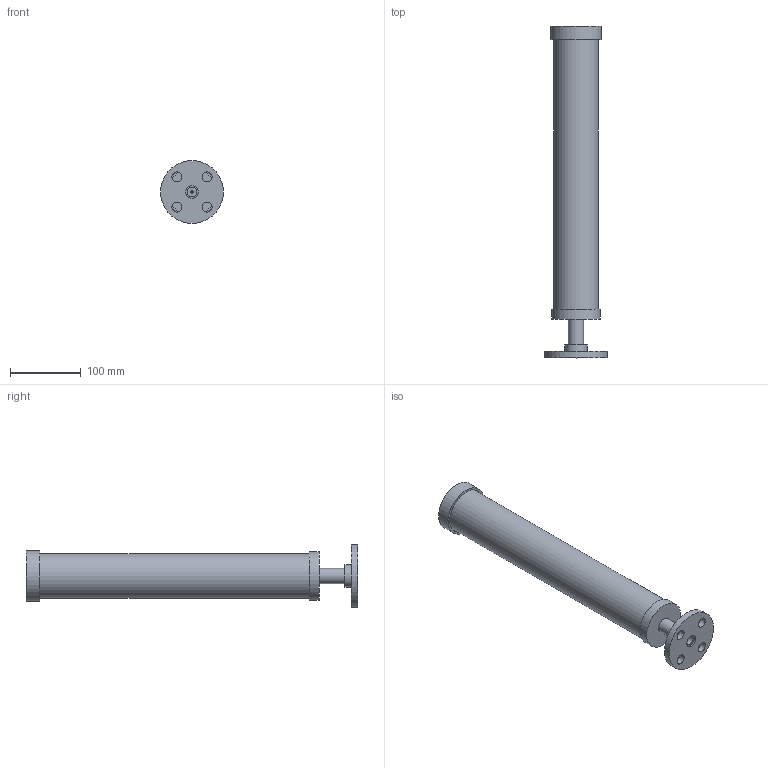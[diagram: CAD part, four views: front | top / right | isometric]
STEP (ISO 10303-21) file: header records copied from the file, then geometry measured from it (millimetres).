
FILE_DESCRIPTION((''),'2;1');
FILE_NAME('AC#3-1000-F_R2.iam.stp','2016-10-13T14:12:52',(''),(''),'Autodesk Inventor 2009','Autodesk Inventor 2009','');
FILE_SCHEMA(('AUTOMOTIVE_DESIGN { 1 0 10303 214 1 1 1 1 }'));
Length unit declared in the file: inch
Products named in the file (7): AC#3-1000-F_R2; SA-50FLG-PP_R0; FLG-50PP_R0; PIPE-50PP-SCH80; AC-2B-1000-S; AC-1000-TUBE; AC-DC-1000_R1
Assembly tree (6 placements, depth 3):
  AC#3-1000-F_R2
    SA-50FLG-PP_R0
      FLG-50PP_R0
      PIPE-50PP-SCH80
    AC-2B-1000-S
    AC-1000-TUBE
    AC-DC-1000_R1
Bounding box: 88.9 x 469.9 x 88.9 mm (x, y, z)
Volume: 313984.2 mm3; surface area: 205752.2 mm2
Topology: 5 solids, 5 shells, 36 faces, 60 edges, 40 vertices
Faces by surface type: cylinder 18, plane 16, cone 1, bspline 1
Full cylindrical faces by diameter (mm): 13.36 x1, 14.224 x4, 17.475 x1, 17.857 x1, 21.336 x2, 31.242 x1, 57.912 x1, 60.452 x1, 60.96 x1, 63.5 x1, 65.735 x1, 68.326 x1, 72.085 x1, 88.9 x1
Entity records: 1025 total; most frequent: DIRECTION 176, CARTESIAN_POINT 146, AXIS2_PLACEMENT_3D 88, ORIENTED_EDGE 80, EDGE_LOOP 80, FACE_BOUND 44, VERTEX_POINT 40, CIRCLE 40
